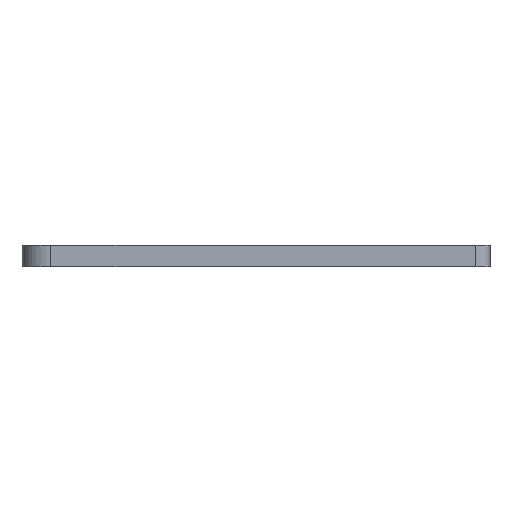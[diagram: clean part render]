
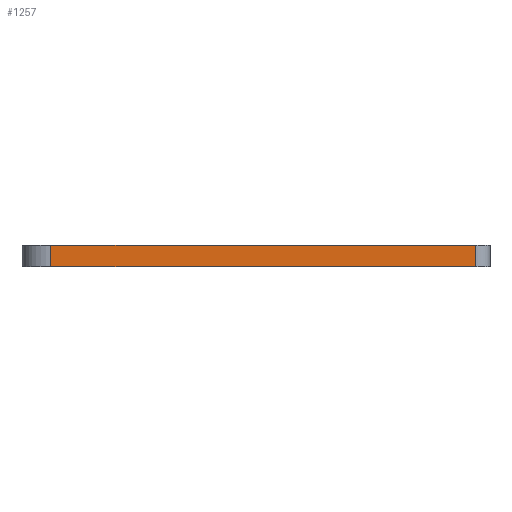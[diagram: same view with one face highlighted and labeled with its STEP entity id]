
A CAD part, front view. The second image highlights one B-rep face of the part: STEP entity #1257.
In plain terms, the highlighted planar face has unit normal (0, -1, 0).
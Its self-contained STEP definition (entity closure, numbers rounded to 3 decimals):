
#37=CARTESIAN_POINT('',(3.1,-29.14,2.606));
#38=VERTEX_POINT('',#37);
#46=CARTESIAN_POINT('',(3.1,-29.14,4.797));
#47=VERTEX_POINT('',#46);
#48=CARTESIAN_POINT('',(3.1,-29.14,2.606));
#49=DIRECTION('',(0.,0.,1.));
#50=VECTOR('',#49,2.191);
#51=LINE('',#48,#50);
#52=EDGE_CURVE('',#38,#47,#51,.T.);
#1227=CARTESIAN_POINT('',(25.153,-29.14,3.701));
#1228=DIRECTION('',(0.,0.,-1.));
#1229=DIRECTION('',(0.,-1.,0.));
#1230=AXIS2_PLACEMENT_3D('',#1227,#1229,#1228);
#1231=PLANE('',#1230);
#1232=CARTESIAN_POINT('',(47.206,-29.14,4.797));
#1233=VERTEX_POINT('',#1232);
#1234=CARTESIAN_POINT('',(47.206,-29.14,4.797));
#1235=DIRECTION('',(-1.,0.,0.));
#1236=VECTOR('',#1235,44.106);
#1237=LINE('',#1234,#1236);
#1238=EDGE_CURVE('',#1233,#47,#1237,.T.);
#1239=ORIENTED_EDGE('E108',*,*,#1238,.T.);
#1240=ORIENTED_EDGE('E108',*,*,#52,.F.);
#1241=CARTESIAN_POINT('',(47.206,-29.14,2.606));
#1242=VERTEX_POINT('',#1241);
#1243=CARTESIAN_POINT('',(3.1,-29.14,2.606));
#1244=DIRECTION('',(1.,0.,0.));
#1245=VECTOR('',#1244,44.106);
#1246=LINE('',#1243,#1245);
#1247=EDGE_CURVE('',#38,#1242,#1246,.T.);
#1248=ORIENTED_EDGE('E109',*,*,#1247,.T.);
#1249=CARTESIAN_POINT('',(47.206,-29.14,2.606));
#1250=DIRECTION('',(0.,0.,1.));
#1251=VECTOR('',#1250,2.191);
#1252=LINE('',#1249,#1251);
#1253=EDGE_CURVE('',#1242,#1233,#1252,.T.);
#1254=ORIENTED_EDGE('E110',*,*,#1253,.T.);
#1255=EDGE_LOOP('',(#1239,#1240,#1248,#1254));
#1256=FACE_OUTER_BOUND('',#1255,.T.);
#1257=ADVANCED_FACE('F39',(#1256),#1231,.T.);
